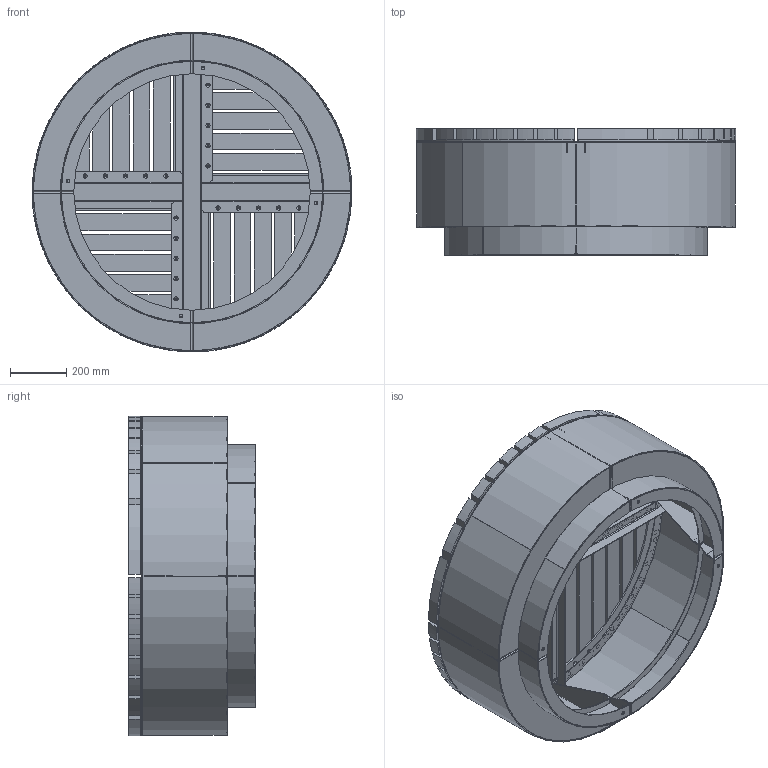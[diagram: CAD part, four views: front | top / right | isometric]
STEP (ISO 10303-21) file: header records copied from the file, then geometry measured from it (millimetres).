
FILE_DESCRIPTION (( 'STEP AP203' ), '1' );
FILE_NAME ('HO.R1140.Ct.STEP', '2020-06-25T08:46:06', ( '' ), ( '' ), 'SwSTEP 2.0', 'SolidWorks 2019', '' );
FILE_SCHEMA (( 'CONFIG_CONTROL_DESIGN' ));
Length unit declared in the file: millimetre
Products named in the file (27): HO.R1140.Ct Wood; HO.R1140.Ct-reinforcement strip; HO.R1140.Ct-reinforcement strip 2; HO.R1140.Ct Bottom 1; HO.R1140.Ct Top; HO.R1140.Ct Bottom; HO.R1140.Ct Top Strip 1; HO.R1140.Ct wall 1; HO.R1140.Ct Topring; HO.R1140.Ct wall; HO.R1140.Ct Top Strip 3; HO.R1140.Ct Top Strip 2; HO.R1140.Ct
Assembly tree (71 placements, depth 4):
  HO.R1140.Ct
    HO.R1140.Ct Bottom  x4
    HO.R1140.Ct wall  x2
    HO.R1140.Ct wall 1  x2
    HO.R1140.Ct Bottom 1  x4
    HO.R1140.Ct-reinforcement strip
    HO.R1140.Ct Wood
      HO.R1140.Ct Wood
      HO.R1140.Ct Wood
      HO.R1140.Ct Wood
      HO.R1140.Ct Wood
      HO.R1140.Ct Wood
      HO.R1140.Ct Wood
      HO.R1140.Ct Top
        HO.R1140.Ct Top Strip 1
        HO.R1140.Ct Top Strip 2
        HO.R1140.Ct Top Strip 3
      HO.R1140.Ct Wood
      HO.R1140.Ct Wood
    HO.R1140.Ct-reinforcement strip 2  x2
    HO.R1140.Ct Topring  x4
    HO.R1140.Ct Wood
      HO.R1140.Ct Wood
      HO.R1140.Ct Wood
      HO.R1140.Ct Wood
      HO.R1140.Ct Wood
      HO.R1140.Ct Wood
      HO.R1140.Ct Wood
      HO.R1140.Ct Top
        HO.R1140.Ct Top Strip 1
        HO.R1140.Ct Top Strip 2
        HO.R1140.Ct Top Strip 3
      HO.R1140.Ct Wood
      HO.R1140.Ct Wood
    HO.R1140.Ct Wood
      HO.R1140.Ct Wood
      HO.R1140.Ct Wood
      HO.R1140.Ct Wood
      HO.R1140.Ct Wood
      HO.R1140.Ct Wood
      HO.R1140.Ct Wood
      HO.R1140.Ct Top
        HO.R1140.Ct Top Strip 1
        HO.R1140.Ct Top Strip 2
        HO.R1140.Ct Top Strip 3
      HO.R1140.Ct Wood
      HO.R1140.Ct Wood
    HO.R1140.Ct Wood
      HO.R1140.Ct Wood
      HO.R1140.Ct Wood
      HO.R1140.Ct Wood
      HO.R1140.Ct Wood
      HO.R1140.Ct Wood
      HO.R1140.Ct Wood
      HO.R1140.Ct Top
        HO.R1140.Ct Top Strip 1
        HO.R1140.Ct Top Strip 2
        HO.R1140.Ct Top Strip 3
      HO.R1140.Ct Wood
      HO.R1140.Ct Wood
Bounding box: 1140 x 450 x 1140 mm (x, y, z)
Volume: 44326161.6 mm3; surface area: 8890622.4 mm2
Topology: 63 solids, 63 shells, 1335 faces, 3209 edges, 2000 vertices
Faces by surface type: cylinder 560, plane 503, cone 256, bspline 16
Entity records: 15653 total; most frequent: DIRECTION 2152, CARTESIAN_POINT 2150, ORIENTED_EDGE 1804, EDGE_CURVE 902, AXIS2_PLACEMENT_3D 804, VERTEX_POINT 562, LINE 544, VECTOR 544
